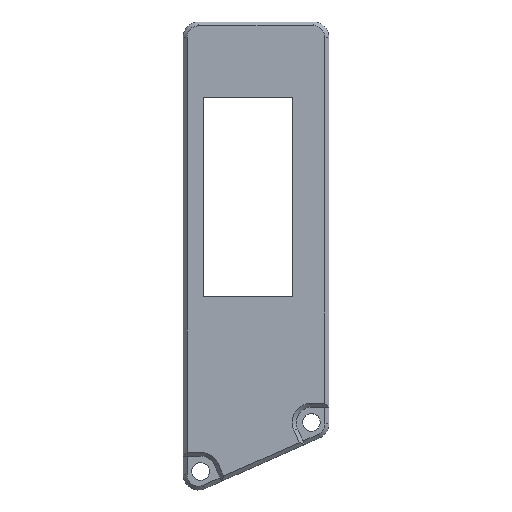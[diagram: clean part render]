
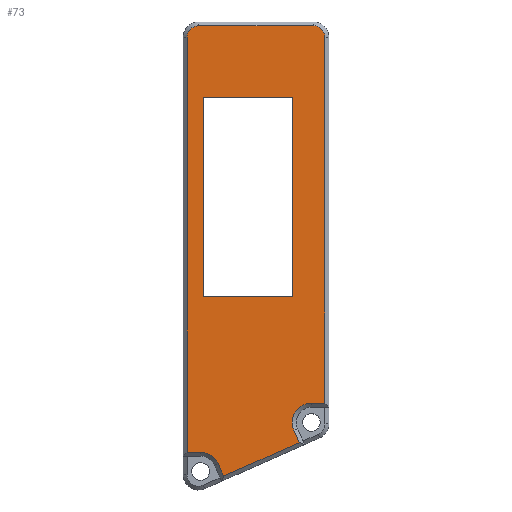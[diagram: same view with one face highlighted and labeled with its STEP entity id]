
A CAD part, top view. The second image highlights one B-rep face of the part: STEP entity #73.
In plain terms, the highlighted planar face has unit normal (0, 0, 1).
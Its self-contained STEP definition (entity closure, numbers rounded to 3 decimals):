
#73=ADVANCED_FACE('',(#139,#80),#900,.T.);
#80=FACE_BOUND('',#205,.T.);
#139=FACE_OUTER_BOUND('',#204,.T.);
#204=EDGE_LOOP('',(#468,#469,#470,#471,#472,#473,#474,#475,#476,#477,#478,
#479));
#205=EDGE_LOOP('',(#480,#481,#482,#483));
#468=ORIENTED_EDGE('',*,*,#552,.F.);
#469=ORIENTED_EDGE('',*,*,#555,.F.);
#470=ORIENTED_EDGE('',*,*,#551,.F.);
#471=ORIENTED_EDGE('',*,*,#571,.F.);
#472=ORIENTED_EDGE('',*,*,#544,.T.);
#473=ORIENTED_EDGE('',*,*,#622,.T.);
#474=ORIENTED_EDGE('',*,*,#557,.T.);
#475=ORIENTED_EDGE('',*,*,#572,.F.);
#476=ORIENTED_EDGE('',*,*,#561,.F.);
#477=ORIENTED_EDGE('',*,*,#562,.F.);
#478=ORIENTED_EDGE('',*,*,#566,.F.);
#479=ORIENTED_EDGE('',*,*,#568,.F.);
#480=ORIENTED_EDGE('',*,*,#609,.F.);
#481=ORIENTED_EDGE('',*,*,#607,.F.);
#482=ORIENTED_EDGE('',*,*,#604,.F.);
#483=ORIENTED_EDGE('',*,*,#601,.F.);
#544=EDGE_CURVE('',#803,#804,#657,.T.);
#551=EDGE_CURVE('',#809,#810,#663,.T.);
#552=EDGE_CURVE('',#814,#813,#664,.T.);
#555=EDGE_CURVE('',#810,#814,#752,.T.);
#557=EDGE_CURVE('',#806,#817,#668,.T.);
#561=EDGE_CURVE('',#820,#821,#754,.T.);
#562=EDGE_CURVE('',#823,#820,#671,.T.);
#566=EDGE_CURVE('',#825,#823,#756,.T.);
#568=EDGE_CURVE('',#813,#825,#675,.T.);
#571=EDGE_CURVE('',#803,#809,#678,.T.);
#572=EDGE_CURVE('',#821,#817,#679,.T.);
#601=EDGE_CURVE('',#828,#829,#704,.T.);
#604=EDGE_CURVE('',#829,#831,#707,.T.);
#607=EDGE_CURVE('',#831,#833,#710,.T.);
#609=EDGE_CURVE('',#833,#828,#712,.T.);
#622=EDGE_CURVE('',#804,#806,#761,.T.);
#657=B_SPLINE_CURVE_WITH_KNOTS('',1,(#1396,#1397),.UNSPECIFIED.,.F.,.F.,
(2,2),(0.5,2.269),.UNSPECIFIED.);
#663=B_SPLINE_CURVE_WITH_KNOTS('',1,(#1423,#1424),.UNSPECIFIED.,.F.,.F.,
(2,2),(0.5,2.269),.UNSPECIFIED.);
#664=B_SPLINE_CURVE_WITH_KNOTS('',1,(#1425,#1426),.UNSPECIFIED.,.F.,.F.,
(2,2),(0.,1.769),.UNSPECIFIED.);
#668=B_SPLINE_CURVE_WITH_KNOTS('',1,(#1456,#1457),.UNSPECIFIED.,.F.,.F.,
(2,2),(0.,1.769),.UNSPECIFIED.);
#671=B_SPLINE_CURVE_WITH_KNOTS('',1,(#1468,#1469),.UNSPECIFIED.,.F.,.F.,
(2,2),(0.,14.97),.UNSPECIFIED.);
#675=B_SPLINE_CURVE_WITH_KNOTS('',1,(#1482,#1483),.UNSPECIFIED.,.F.,.F.,
(2,2),(0.5,54.541),.UNSPECIFIED.);
#678=B_SPLINE_CURVE_WITH_KNOTS('',1,(#1488,#1489),.UNSPECIFIED.,.F.,.F.,
(2,2),(0.5,11.283),.UNSPECIFIED.);
#679=B_SPLINE_CURVE_WITH_KNOTS('',1,(#1490,#1491),.UNSPECIFIED.,.F.,.F.,
(2,2),(0.,47.652),.UNSPECIFIED.);
#704=B_SPLINE_CURVE_WITH_KNOTS('',1,(#1551,#1552),.UNSPECIFIED.,.F.,.F.,
(2,2),(38.55,50.65),.UNSPECIFIED.);
#707=B_SPLINE_CURVE_WITH_KNOTS('',1,(#1557,#1558),.UNSPECIFIED.,.F.,.F.,
(2,2),(50.65,77.1),.UNSPECIFIED.);
#710=B_SPLINE_CURVE_WITH_KNOTS('',1,(#1563,#1564),.UNSPECIFIED.,.F.,.F.,
(2,2),(0.,12.1),.UNSPECIFIED.);
#712=B_SPLINE_CURVE_WITH_KNOTS('',1,(#1567,#1568),.UNSPECIFIED.,.F.,.F.,
(2,2),(12.1,38.55),.UNSPECIFIED.);
#752=(
BOUNDED_CURVE()
B_SPLINE_CURVE(2,(#1441,#1442,#1443),.UNSPECIFIED.,.F.,.F.)
B_SPLINE_CURVE_WITH_KNOTS((3,3),(0.,2.885),
 .UNSPECIFIED.)
CURVE()
GEOMETRIC_REPRESENTATION_ITEM()
RATIONAL_B_SPLINE_CURVE((1.,0.838,1.))
REPRESENTATION_ITEM('')
);
#754=(
BOUNDED_CURVE()
B_SPLINE_CURVE(2,(#1465,#1466,#1467),.UNSPECIFIED.,.F.,.F.)
B_SPLINE_CURVE_WITH_KNOTS((3,3),(0.,2.356),.UNSPECIFIED.)
CURVE()
GEOMETRIC_REPRESENTATION_ITEM()
RATIONAL_B_SPLINE_CURVE((1.,0.707,1.))
REPRESENTATION_ITEM('')
);
#756=(
BOUNDED_CURVE()
B_SPLINE_CURVE(2,(#1477,#1478,#1479),.UNSPECIFIED.,.F.,.F.)
B_SPLINE_CURVE_WITH_KNOTS((3,3),(0.,2.356),.UNSPECIFIED.)
CURVE()
GEOMETRIC_REPRESENTATION_ITEM()
RATIONAL_B_SPLINE_CURVE((1.,0.707,1.))
REPRESENTATION_ITEM('')
);
#761=(
BOUNDED_CURVE()
B_SPLINE_CURVE(2,(#1593,#1594,#1595,#1596,#1597),.UNSPECIFIED.,.F.,.F.)
B_SPLINE_CURVE_WITH_KNOTS((3,2,3),(2.269,4.753,7.238),
 .UNSPECIFIED.)
CURVE()
GEOMETRIC_REPRESENTATION_ITEM()
RATIONAL_B_SPLINE_CURVE((1.,0.879,1.,0.879,1.))
REPRESENTATION_ITEM('')
);
#803=VERTEX_POINT('',#1171);
#804=VERTEX_POINT('',#1172);
#806=VERTEX_POINT('',#1174);
#809=VERTEX_POINT('',#1177);
#810=VERTEX_POINT('',#1178);
#813=VERTEX_POINT('',#1181);
#814=VERTEX_POINT('',#1182);
#817=VERTEX_POINT('',#1185);
#820=VERTEX_POINT('',#1188);
#821=VERTEX_POINT('',#1189);
#823=VERTEX_POINT('',#1191);
#825=VERTEX_POINT('',#1193);
#828=VERTEX_POINT('',#1196);
#829=VERTEX_POINT('',#1197);
#831=VERTEX_POINT('',#1199);
#833=VERTEX_POINT('',#1201);
#900=PLANE('',#973);
#973=AXIS2_PLACEMENT_3D('',#1129,#1029,$);
#1029=DIRECTION('',(0.,0.,1.));
#1129=CARTESIAN_POINT('',(67.789,39.974,12.63));
#1171=CARTESIAN_POINT('',(82.42,-14.308,12.63));
#1172=CARTESIAN_POINT('',(81.704,-12.69,12.63));
#1174=CARTESIAN_POINT('',(83.99,-9.178,12.63));
#1177=CARTESIAN_POINT('',(72.56,-18.673,12.63));
#1178=CARTESIAN_POINT('',(71.844,-17.055,12.63));
#1181=CARTESIAN_POINT('',(67.789,-15.567,12.63));
#1182=CARTESIAN_POINT('',(69.558,-15.567,12.63));
#1185=CARTESIAN_POINT('',(85.759,-9.178,12.63));
#1188=CARTESIAN_POINT('',(84.259,39.974,12.63));
#1189=CARTESIAN_POINT('',(85.759,38.474,12.63));
#1191=CARTESIAN_POINT('',(69.289,39.974,12.63));
#1193=CARTESIAN_POINT('',(67.789,38.474,12.63));
#1196=CARTESIAN_POINT('',(69.958,4.658,12.63));
#1197=CARTESIAN_POINT('',(81.558,4.658,12.63));
#1199=CARTESIAN_POINT('',(81.558,30.608,12.63));
#1201=CARTESIAN_POINT('',(69.958,30.608,12.63));
#1396=CARTESIAN_POINT('',(82.42,-14.308,12.63));
#1397=CARTESIAN_POINT('',(81.704,-12.69,12.63));
#1423=CARTESIAN_POINT('',(72.56,-18.673,12.63));
#1424=CARTESIAN_POINT('',(71.844,-17.055,12.63));
#1425=CARTESIAN_POINT('',(69.558,-15.567,12.63));
#1426=CARTESIAN_POINT('',(67.789,-15.567,12.63));
#1441=CARTESIAN_POINT('',(71.844,-17.055,12.63));
#1442=CARTESIAN_POINT('',(71.185,-15.567,12.63));
#1443=CARTESIAN_POINT('',(69.558,-15.567,12.63));
#1456=CARTESIAN_POINT('',(83.99,-9.178,12.63));
#1457=CARTESIAN_POINT('',(85.759,-9.178,12.63));
#1465=CARTESIAN_POINT('',(84.259,39.974,12.63));
#1466=CARTESIAN_POINT('',(85.759,39.974,12.63));
#1467=CARTESIAN_POINT('',(85.759,38.474,12.63));
#1468=CARTESIAN_POINT('',(69.289,39.974,12.63));
#1469=CARTESIAN_POINT('',(84.259,39.974,12.63));
#1477=CARTESIAN_POINT('',(67.789,38.474,12.63));
#1478=CARTESIAN_POINT('',(67.789,39.974,12.63));
#1479=CARTESIAN_POINT('',(69.289,39.974,12.63));
#1482=CARTESIAN_POINT('',(67.789,-15.567,12.63));
#1483=CARTESIAN_POINT('',(67.789,38.474,12.63));
#1488=CARTESIAN_POINT('',(82.42,-14.308,12.63));
#1489=CARTESIAN_POINT('',(72.56,-18.673,12.63));
#1490=CARTESIAN_POINT('',(85.759,38.474,12.63));
#1491=CARTESIAN_POINT('',(85.759,-9.178,12.63));
#1551=CARTESIAN_POINT('',(69.958,4.658,12.63));
#1552=CARTESIAN_POINT('',(81.558,4.658,12.63));
#1557=CARTESIAN_POINT('',(81.558,4.658,12.63));
#1558=CARTESIAN_POINT('',(81.558,30.608,12.63));
#1563=CARTESIAN_POINT('',(81.558,30.608,12.63));
#1564=CARTESIAN_POINT('',(69.958,30.608,12.63));
#1567=CARTESIAN_POINT('',(69.958,30.608,12.63));
#1568=CARTESIAN_POINT('',(69.958,4.658,12.63));
#1593=CARTESIAN_POINT('',(81.704,-12.69,12.63));
#1594=CARTESIAN_POINT('',(81.155,-11.45,12.63));
#1595=CARTESIAN_POINT('',(81.895,-10.314,12.63));
#1596=CARTESIAN_POINT('',(82.634,-9.178,12.63));
#1597=CARTESIAN_POINT('',(83.99,-9.178,12.63));
